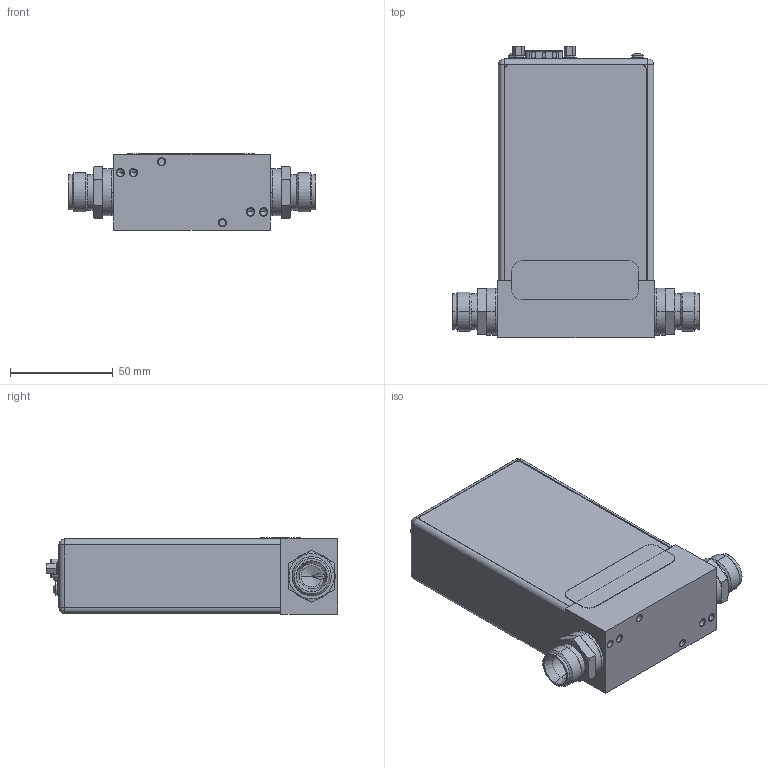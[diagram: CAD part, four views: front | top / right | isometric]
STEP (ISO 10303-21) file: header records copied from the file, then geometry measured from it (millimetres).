
FILE_DESCRIPTION((''),'2;1');
FILE_NAME('1054200_RS485_STEP_ASM','2016-11-29T',('cockrofm'),(''),'PRO/ENGINEER BY PARAMETRIC TECHNOLOGY CORPORATION, 2016100','PRO/ENGINEER BY PARAMETRIC TECHNOLOGY CORPORATION, 2016100','');
FILE_SCHEMA(('CONFIG_CONTROL_DESIGN'));
Length unit declared in the file: inch
Products named in the file (22): 1052409_FLOWBODY; 160-3779; 185-7810_LCKWSHR; PLUG_P_9_ASSY_AS_MOLDED_ANY_ASM; 1053221-001_P9_ARMATURE_ASSEMBL_ASM; 1053221-001_P9_ARMATURE_REV3_ASM; 1042639-001_FRT; 1003544_LED; 1007235_CONN_RJ45; 1051246-002_ASM; 1053071_ENCLOSURE; 171-009-113; 1037026_PUSH-BUTTON; 1064983-001_ASM; 185-3740; 1016309-003; 1042639-002_REAR; 1053200-003; 1011702-002_4-40_PAN-HD-SEMS; 122676; 1060310_FITTING_12MM_TUBE; 1054200_RS485_STEP_ASM
Assembly tree (26 placements, depth 4):
  1054200_RS485_STEP_ASM
    1052409_FLOWBODY
    160-3779
    185-7810_LCKWSHR
    1053221-001_P9_ARMATURE_REV3_ASM
      1053221-001_P9_ARMATURE_ASSEMBL_ASM
        PLUG_P_9_ASSY_AS_MOLDED_ANY_ASM
    1042639-001_FRT
    1051246-002_ASM
      1003544_LED  x2
      1007235_CONN_RJ45
    1053071_ENCLOSURE
    1064983-001_ASM
      171-009-113
      1037026_PUSH-BUTTON
    185-3740  x2
    1016309-003  x2
    1042639-002_REAR
    1053200-003
    1011702-002_4-40_PAN-HD-SEMS  x2
    122676
    1060310_FITTING_12MM_TUBE  x2
Bounding box: 119.99 x 141.96 x 37.08 mm (x, y, z)
Volume: 104582.7 mm3; surface area: 114497.1 mm2
Topology: 21 solids, 35 shells, 1009 faces, 2380 edges, 1491 vertices
Faces by surface type: plane 472, cylinder 339, cone 78, bspline 51, torus 33, extrusion 24, sphere 12
Entity records: 26346 total; most frequent: CARTESIAN_POINT 6183, DIRECTION 4272, ORIENTED_EDGE 3882, EDGE_CURVE 1967, AXIS2_PLACEMENT_3D 1565, VERTEX_POINT 1263, VECTOR 1142, LINE 1118
